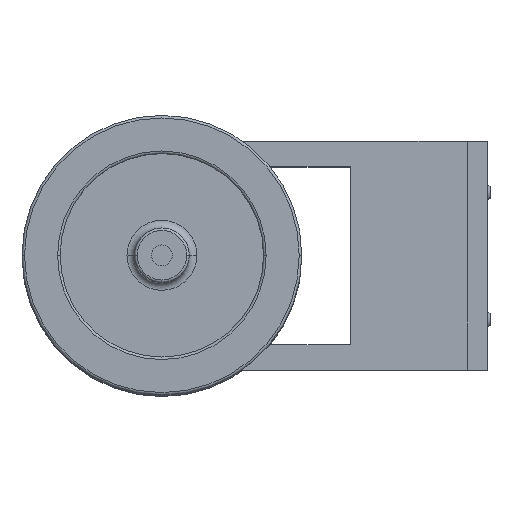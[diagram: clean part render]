
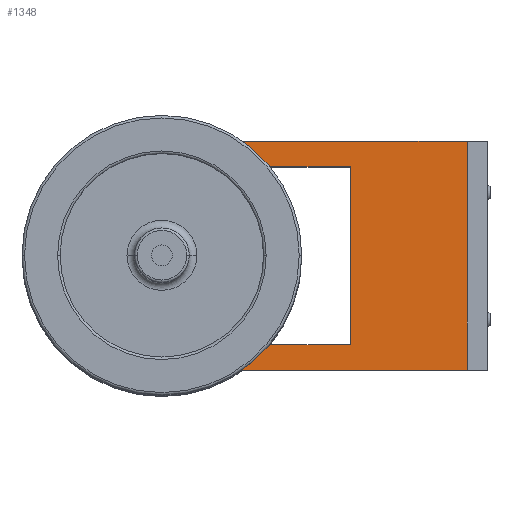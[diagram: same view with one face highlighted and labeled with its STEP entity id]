
A CAD part, top view. The second image highlights one B-rep face of the part: STEP entity #1348.
In plain terms, the highlighted face is planar.
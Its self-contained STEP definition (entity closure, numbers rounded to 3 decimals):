
#689=CARTESIAN_POINT('Vertex',(45.,-6.,0.)) ;
#694=CARTESIAN_POINT('Line Origine',(0.,-6.,0.)) ;
#698=CARTESIAN_POINT('Vertex',(-45.,-6.,0.)) ;
#1189=CARTESIAN_POINT('Vertex',(-45.,-6.,119.)) ;
#1204=CARTESIAN_POINT('Line Origine',(-45.,-6.,59.5)) ;
#1226=CARTESIAN_POINT('Vertex',(45.,-6.,119.)) ;
#1231=CARTESIAN_POINT('Line Origine',(45.,-6.,59.5)) ;
#1291=CARTESIAN_POINT('Line Origine',(0.,-6.,119.)) ;
#1303=CARTESIAN_POINT('Axis2P3D Location',(-45.,-6.,0.)) ;
#1314=CARTESIAN_POINT('Line Origine',(-35.,-6.,73.)) ;
#1318=CARTESIAN_POINT('Vertex',(-35.,-6.,100.)) ;
#1320=CARTESIAN_POINT('Vertex',(-35.,-6.,46.)) ;
#1323=CARTESIAN_POINT('Line Origine',(0.,-6.,100.)) ;
#1327=CARTESIAN_POINT('Vertex',(35.,-6.,100.)) ;
#1330=CARTESIAN_POINT('Line Origine',(35.,-6.,73.)) ;
#1334=CARTESIAN_POINT('Vertex',(35.,-6.,46.)) ;
#1337=CARTESIAN_POINT('Line Origine',(0.,-6.,46.)) ;
#695=DIRECTION('Vector Direction',(1.,0.,0.)) ;
#1205=DIRECTION('Vector Direction',(0.,0.,1.)) ;
#1232=DIRECTION('Vector Direction',(0.,0.,1.)) ;
#1292=DIRECTION('Vector Direction',(1.,0.,0.)) ;
#1304=DIRECTION('Axis2P3D Direction',(0.,-1.,0.)) ;
#1305=DIRECTION('Axis2P3D XDirection',(1.,0.,0.)) ;
#1315=DIRECTION('Vector Direction',(0.,0.,-1.)) ;
#1324=DIRECTION('Vector Direction',(-1.,0.,0.)) ;
#1331=DIRECTION('Vector Direction',(0.,0.,1.)) ;
#1338=DIRECTION('Vector Direction',(1.,0.,0.)) ;
#1306=AXIS2_PLACEMENT_3D('Plane Axis2P3D',#1303,#1304,#1305) ;
#1309=ORIENTED_EDGE('',*,*,#1208,.F.) ;
#1310=ORIENTED_EDGE('',*,*,#700,.T.) ;
#1311=ORIENTED_EDGE('',*,*,#1235,.T.) ;
#1312=ORIENTED_EDGE('',*,*,#1295,.F.) ;
#1343=ORIENTED_EDGE('',*,*,#1322,.F.) ;
#1344=ORIENTED_EDGE('',*,*,#1329,.F.) ;
#1345=ORIENTED_EDGE('',*,*,#1336,.F.) ;
#1346=ORIENTED_EDGE('',*,*,#1341,.F.) ;
#1347=FACE_BOUND('',#1342,.T.) ;
#696=VECTOR('Line Direction',#695,1.) ;
#1206=VECTOR('Line Direction',#1205,1.) ;
#1233=VECTOR('Line Direction',#1232,1.) ;
#1293=VECTOR('Line Direction',#1292,1.) ;
#1316=VECTOR('Line Direction',#1315,1.) ;
#1325=VECTOR('Line Direction',#1324,1.) ;
#1332=VECTOR('Line Direction',#1331,1.) ;
#1339=VECTOR('Line Direction',#1338,1.) ;
#1348=ADVANCED_FACE('PartBody',(#1313,#1347),#1307,.T.) ;
#700=EDGE_CURVE('',#699,#690,#697,.T.) ;
#1208=EDGE_CURVE('',#699,#1190,#1207,.T.) ;
#1235=EDGE_CURVE('',#690,#1227,#1234,.T.) ;
#1295=EDGE_CURVE('',#1190,#1227,#1294,.T.) ;
#1322=EDGE_CURVE('',#1319,#1321,#1317,.T.) ;
#1329=EDGE_CURVE('',#1328,#1319,#1326,.T.) ;
#1336=EDGE_CURVE('',#1335,#1328,#1333,.T.) ;
#1341=EDGE_CURVE('',#1321,#1335,#1340,.T.) ;
#1308=EDGE_LOOP('',(#1309,#1310,#1311,#1312)) ;
#1342=EDGE_LOOP('',(#1343,#1344,#1345,#1346)) ;
#1313=FACE_OUTER_BOUND('',#1308,.T.) ;
#697=LINE('Line',#694,#696) ;
#1207=LINE('Line',#1204,#1206) ;
#1234=LINE('Line',#1231,#1233) ;
#1294=LINE('Line',#1291,#1293) ;
#1317=LINE('Line',#1314,#1316) ;
#1326=LINE('Line',#1323,#1325) ;
#1333=LINE('Line',#1330,#1332) ;
#1340=LINE('Line',#1337,#1339) ;
#1307=PLANE('',#1306) ;
#690=VERTEX_POINT('',#689) ;
#699=VERTEX_POINT('',#698) ;
#1190=VERTEX_POINT('',#1189) ;
#1227=VERTEX_POINT('',#1226) ;
#1319=VERTEX_POINT('',#1318) ;
#1321=VERTEX_POINT('',#1320) ;
#1328=VERTEX_POINT('',#1327) ;
#1335=VERTEX_POINT('',#1334) ;
